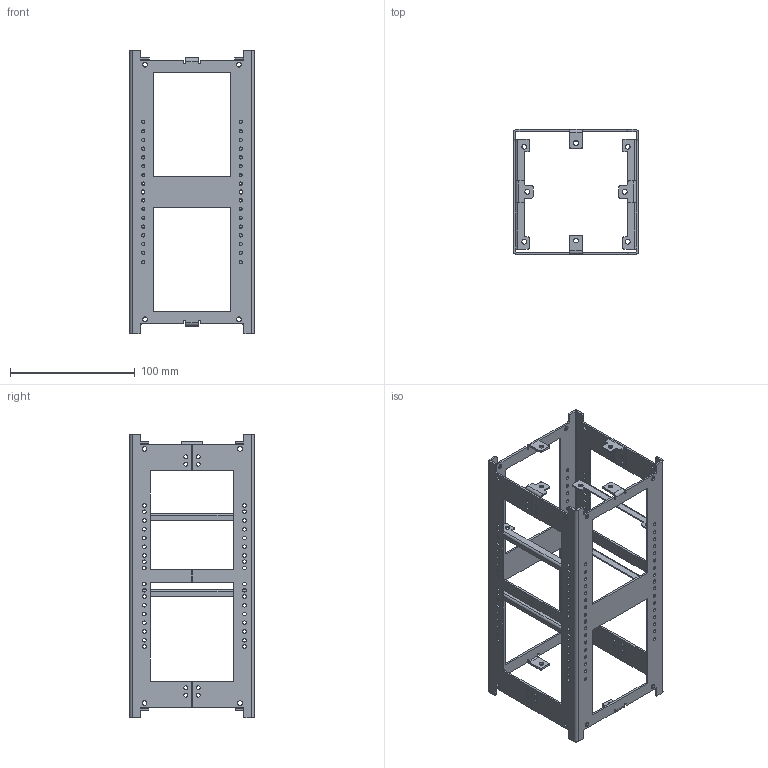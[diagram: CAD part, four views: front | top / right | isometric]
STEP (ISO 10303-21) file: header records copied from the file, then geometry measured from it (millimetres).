
FILE_DESCRIPTION(/* description */ (''),/* implementation_level */ '2;1');
FILE_NAME(/* name */ '694204d2-31f8-4f7f-ba60-bbfaa0c30718.stp',/* time_stamp */ '2025-06-10T19:49:49Z',/* author */ (''),/* organization */ (''),/* preprocessor_version */ 'ST-DEVELOPER v20.1',/* originating_system */ 'Autodesk Translation Framework v14.10.0.0',/* authorisation */ '');
FILE_SCHEMA (('AUTOMOTIVE_DESIGN { 1 0 10303 214 3 1 1 }'));
Length unit declared in the file: centimetre
Products named in the file (5): chassis V1; Back (Ben); Front (Michael); Part 1 (1, Ethan); Part 3 (1, Ethan)
Assembly tree (8 placements, depth 2):
  chassis V1
    Back (Ben)
    Front (Michael)
    Part 1 (1, Ethan)  x2
    Part 3 (1, Ethan)  x4
Bounding box: 100 x 100 x 227 mm (x, y, z)
Volume: 70558.3 mm3; surface area: 101802 mm2
Topology: 10 solids, 10 shells, 576 faces, 1668 edges, 1112 vertices
Faces by surface type: cylinder 346, plane 230
Full cylindrical faces by diameter (mm): 2.692 x64, 2.896 x72, 3.099 x16, 3.8 x4, 3.81 x42
Entity records: 15876 total; most frequent: DIRECTION 2766, CARTESIAN_POINT 2621, ORIENTED_EDGE 2598, EDGE_CURVE 1299, AXIS2_PLACEMENT_3D 1011, VERTEX_POINT 866, EDGE_LOOP 817, LINE 744
